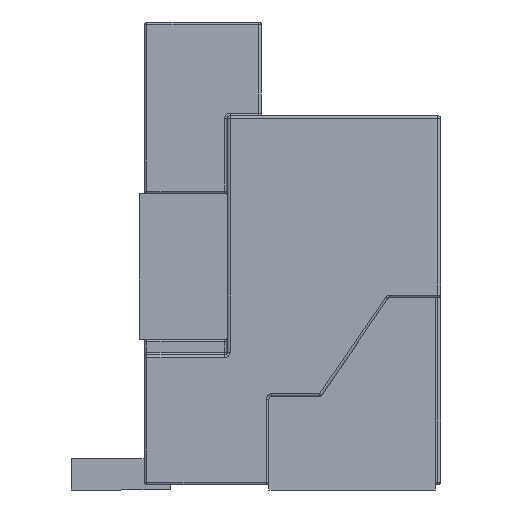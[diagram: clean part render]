
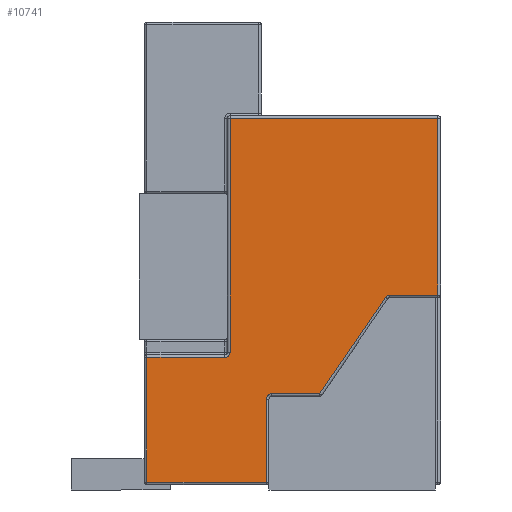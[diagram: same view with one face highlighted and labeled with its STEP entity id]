
A CAD part, left-side view. The second image highlights one B-rep face of the part: STEP entity #10741.
In plain terms, the highlighted planar face has unit normal (-1, 0, 0).
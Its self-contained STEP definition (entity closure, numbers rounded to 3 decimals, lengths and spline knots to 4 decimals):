
#717=CIRCLE('',#11466,0.1);
#801=CIRCLE('',#11587,0.1);
#808=CIRCLE('',#11597,0.1);
#1870=FACE_OUTER_BOUND('',#2575,.T.);
#2575=EDGE_LOOP('',(#8923,#8924,#8925,#8926,#8927,#8928,#8929,#8930,#8931,
#8932,#8933,#8934,#8935));
#2966=LINE('',#16687,#3779);
#2975=LINE('',#16739,#3788);
#2982=LINE('',#16824,#3795);
#2989=LINE('',#16843,#3802);
#2998=LINE('',#16953,#3811);
#3005=LINE('',#16970,#3818);
#3021=LINE('',#17101,#3834);
#3023=LINE('',#17104,#3836);
#3354=LINE('',#18265,#4167);
#3361=LINE('',#18275,#4174);
#3779=VECTOR('',#13391,10.);
#3788=VECTOR('',#13452,10.);
#3795=VECTOR('',#13551,10.);
#3802=VECTOR('',#13574,10.);
#3811=VECTOR('',#13701,10.);
#3818=VECTOR('',#13722,10.);
#3834=VECTOR('',#13874,10.);
#3836=VECTOR('',#13878,10.);
#4167=VECTOR('',#15295,10.);
#4174=VECTOR('',#15308,10.);
#4605=VERTEX_POINT('',#16586);
#4606=VERTEX_POINT('',#16587);
#4611=VERTEX_POINT('',#16598);
#4641=VERTEX_POINT('',#16680);
#4648=VERTEX_POINT('',#16702);
#4658=VERTEX_POINT('',#16731);
#4689=VERTEX_POINT('',#16815);
#4690=VERTEX_POINT('',#16816);
#4694=VERTEX_POINT('',#16831);
#4696=VERTEX_POINT('',#16835);
#4736=VERTEX_POINT('',#16946);
#4740=VERTEX_POINT('',#16960);
#4788=VERTEX_POINT('',#17096);
#5607=EDGE_CURVE('',#4605,#4606,#717,.T.);
#5654=EDGE_CURVE('',#4641,#4605,#2966,.T.);
#5680=EDGE_CURVE('',#4658,#4611,#2975,.T.);
#5715=EDGE_CURVE('',#4689,#4690,#801,.T.);
#5719=EDGE_CURVE('',#4690,#4641,#2982,.T.);
#5726=EDGE_CURVE('',#4696,#4694,#808,.T.);
#5730=EDGE_CURVE('',#4648,#4696,#2989,.T.);
#5781=EDGE_CURVE('',#4736,#4689,#2998,.T.);
#5791=EDGE_CURVE('',#4694,#4740,#3005,.T.);
#5854=EDGE_CURVE('',#4740,#4788,#3021,.T.);
#5856=EDGE_CURVE('',#4788,#4736,#3023,.T.);
#6478=EDGE_CURVE('',#4606,#4658,#3354,.T.);
#6485=EDGE_CURVE('',#4611,#4648,#3361,.T.);
#8923=ORIENTED_EDGE('',*,*,#5726,.F.);
#8924=ORIENTED_EDGE('',*,*,#5730,.F.);
#8925=ORIENTED_EDGE('',*,*,#6485,.F.);
#8926=ORIENTED_EDGE('',*,*,#5680,.F.);
#8927=ORIENTED_EDGE('',*,*,#6478,.F.);
#8928=ORIENTED_EDGE('',*,*,#5607,.F.);
#8929=ORIENTED_EDGE('',*,*,#5654,.F.);
#8930=ORIENTED_EDGE('',*,*,#5719,.F.);
#8931=ORIENTED_EDGE('',*,*,#5715,.F.);
#8932=ORIENTED_EDGE('',*,*,#5781,.F.);
#8933=ORIENTED_EDGE('',*,*,#5856,.F.);
#8934=ORIENTED_EDGE('',*,*,#5854,.F.);
#8935=ORIENTED_EDGE('',*,*,#5791,.F.);
#10004=PLANE('',#12334);
#10741=ADVANCED_FACE('',(#1870),#10004,.T.);
#11466=AXIS2_PLACEMENT_3D('',#16588,#13275,#13276);
#11587=AXIS2_PLACEMENT_3D('',#16817,#13541,#13542);
#11597=AXIS2_PLACEMENT_3D('',#16837,#13565,#13566);
#12334=AXIS2_PLACEMENT_3D('',#18389,#15475,#15476);
#13275=DIRECTION('center_axis',(-1.,0.,0.));
#13276=DIRECTION('ref_axis',(0.,0.707,-0.707));
#13391=DIRECTION('',(0.,0.,-1.));
#13452=DIRECTION('',(0.,0.,-1.));
#13541=DIRECTION('center_axis',(-1.,0.,0.));
#13542=DIRECTION('ref_axis',(0.,0.885,-0.467));
#13551=DIRECTION('',(0.,-0.825,-0.565));
#13565=DIRECTION('center_axis',(-1.,0.,0.));
#13566=DIRECTION('ref_axis',(0.,-0.707,0.707));
#13574=DIRECTION('',(0.,0.,1.));
#13701=DIRECTION('',(0.,0.,-1.));
#13722=DIRECTION('',(0.,1.,0.));
#13874=DIRECTION('',(0.,0.,1.));
#13878=DIRECTION('',(0.,-1.,0.));
#15295=DIRECTION('',(0.,-1.,0.));
#15308=DIRECTION('',(0.,1.,0.));
#15475=DIRECTION('center_axis',(-1.,0.,0.));
#15476=DIRECTION('ref_axis',(0.,0.,1.));
#16586=CARTESIAN_POINT('',(-7.,1.85,-0.4));
#16587=CARTESIAN_POINT('',(-7.,1.75,-0.5));
#16588=CARTESIAN_POINT('Origin',(-7.,1.75,-0.4));
#16598=CARTESIAN_POINT('',(-7.,0.15,-2.8));
#16680=CARTESIAN_POINT('',(-7.,1.85,0.5236));
#16687=CARTESIAN_POINT('',(-7.,1.85,-1.15));
#16702=CARTESIAN_POINT('',(-7.,2.55,-2.8));
#16731=CARTESIAN_POINT('',(-7.,0.15,-0.5));
#16739=CARTESIAN_POINT('',(-7.,0.15,0.));
#16815=CARTESIAN_POINT('',(-7.,3.75,1.8764));
#16816=CARTESIAN_POINT('',(-7.,3.7065,1.7938));
#16817=CARTESIAN_POINT('Origin',(-7.,3.65,1.8764));
#16824=CARTESIAN_POINT('',(-7.,1.407,0.2205));
#16831=CARTESIAN_POINT('',(-7.,2.65,-1.2));
#16835=CARTESIAN_POINT('',(-7.,2.55,-1.3));
#16837=CARTESIAN_POINT('Origin',(-7.,2.65,-1.3));
#16843=CARTESIAN_POINT('',(-7.,2.55,-2.85));
#16946=CARTESIAN_POINT('',(-7.,3.75,2.8));
#16953=CARTESIAN_POINT('',(-7.,3.75,0.));
#16960=CARTESIAN_POINT('',(-7.,7.15,-1.2));
#16970=CARTESIAN_POINT('',(-7.,1.35,-1.2));
#17096=CARTESIAN_POINT('',(-7.,7.15,2.8));
#17101=CARTESIAN_POINT('',(-7.,7.15,-1.725));
#17104=CARTESIAN_POINT('',(-7.,3.65,2.8));
#18265=CARTESIAN_POINT('',(-7.,0.95,-0.5));
#18275=CARTESIAN_POINT('',(-7.,0.1,-2.8));
#18389=CARTESIAN_POINT('Origin',(-7.,0.1,-2.85));
